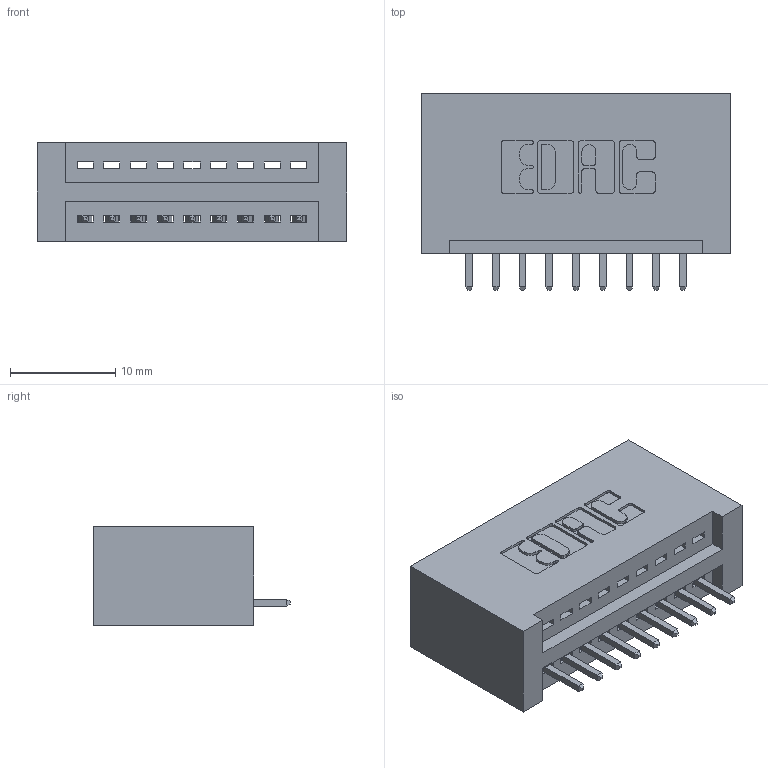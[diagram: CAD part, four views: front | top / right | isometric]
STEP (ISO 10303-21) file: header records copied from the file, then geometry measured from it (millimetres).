
FILE_DESCRIPTION (( 'STEP AP203' ), '1' );
FILE_NAME ('395-009-521-101.STEP', '2019-10-15T19:46:53', ( '' ), ( '' ), 'SwSTEP 2.0', 'SolidWorks 2016', '' );
FILE_SCHEMA (( 'CONFIG_CONTROL_DESIGN' ));
Length unit declared in the file: inch
Products named in the file (3): 345 Part_No Mounting Lugs; 395-009-521-101; 345-292-001_345-293-121
Assembly tree (10 placements, depth 2):
  395-009-521-101
    345 Part_No Mounting Lugs
    345-292-001_345-293-121  x9
Bounding box: 29.46 x 18.72 x 9.4 mm (x, y, z)
Volume: 3087 mm3; surface area: 3743.8 mm2
Topology: 10 solids, 10 shells, 640 faces, 1901 edges, 1254 vertices
Faces by surface type: plane 436, cylinder 204
Entity records: 10957 total; most frequent: CARTESIAN_POINT 1907, ORIENTED_EDGE 1850, DIRECTION 1707, EDGE_CURVE 925, VECTOR 765, LINE 765, VERTEX_POINT 614, AXIS2_PLACEMENT_3D 471
